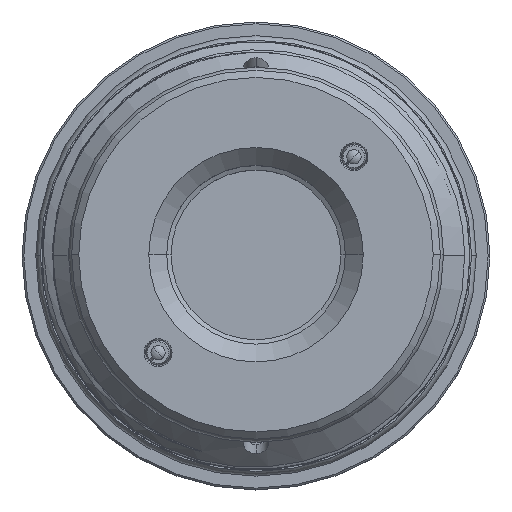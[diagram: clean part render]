
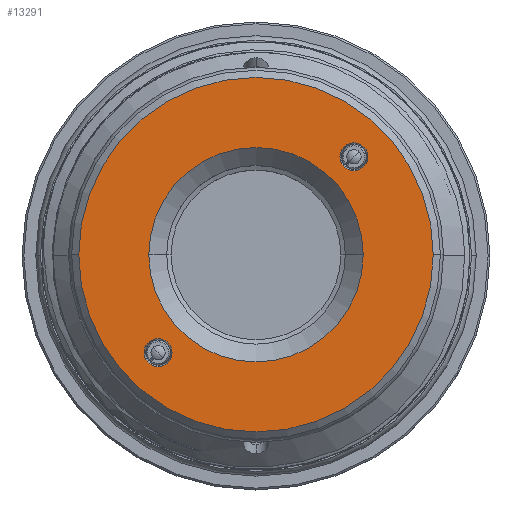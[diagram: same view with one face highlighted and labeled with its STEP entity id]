
A CAD part, top view. The second image highlights one B-rep face of the part: STEP entity #13291.
In plain terms, the highlighted planar face has unit normal (0, 0, 1).
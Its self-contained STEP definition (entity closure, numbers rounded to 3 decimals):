
#176 = EDGE_CURVE ( 'NONE', #1507, #14171, #983, .T. ) ;
#447 = CARTESIAN_POINT ( 'NONE',  ( -12., 0., 85.95 ) ) ;
#520 = EDGE_LOOP ( 'NONE', ( #17812, #3804 ) ) ;
#614 = AXIS2_PLACEMENT_3D ( 'NONE', #10352, #16331, #5780 ) ;
#885 = EDGE_LOOP ( 'NONE', ( #13876, #9723 ) ) ;
#983 = CIRCLE ( 'NONE', #4948, 12. ) ;
#1069 = ORIENTED_EDGE ( 'NONE', *, *, #8514, .T. ) ;
#1088 = DIRECTION ( 'NONE',  ( 1., 0., 0. ) ) ;
#1321 = DIRECTION ( 'NONE',  ( 0., 0., -1. ) ) ;
#1391 = DIRECTION ( 'NONE',  ( 1., 0., 0. ) ) ;
#1507 = VERTEX_POINT ( 'NONE', #447 ) ;
#1727 = VERTEX_POINT ( 'NONE', #6874 ) ;
#1818 = DIRECTION ( 'NONE',  ( 0., 0., 1. ) ) ;
#1913 = DIRECTION ( 'NONE',  ( 0., 0., 1. ) ) ;
#1941 = CIRCLE ( 'NONE', #9639, 1.561 ) ;
#1958 = FACE_BOUND ( 'NONE', #520, .T. ) ;
#2028 = DIRECTION ( 'NONE',  ( 0., 0., -1. ) ) ;
#2326 = EDGE_CURVE ( 'NONE', #4681, #13770, #7607, .T. ) ;
#2385 = CARTESIAN_POINT ( 'NONE',  ( 10.96, 10.96, 85.95 ) ) ;
#3469 = CARTESIAN_POINT ( 'NONE',  ( 19.84, 0., 85.95 ) ) ;
#3705 = CARTESIAN_POINT ( 'NONE',  ( 12., 0., 85.95 ) ) ;
#3804 = ORIENTED_EDGE ( 'NONE', *, *, #176, .T. ) ;
#4152 = EDGE_CURVE ( 'NONE', #4776, #16124, #10873, .T. ) ;
#4681 = VERTEX_POINT ( 'NONE', #12165 ) ;
#4776 = VERTEX_POINT ( 'NONE', #3469 ) ;
#4866 = CARTESIAN_POINT ( 'NONE',  ( -9.399, -10.96, 85.95 ) ) ;
#4920 = ORIENTED_EDGE ( 'NONE', *, *, #10462, .T. ) ;
#4948 = AXIS2_PLACEMENT_3D ( 'NONE', #11117, #2028, #12620 ) ;
#5780 = DIRECTION ( 'NONE',  ( 1., 0., 0. ) ) ;
#5830 = AXIS2_PLACEMENT_3D ( 'NONE', #2385, #16137, #8393 ) ;
#6662 = DIRECTION ( 'NONE',  ( 0., 0., 1. ) ) ;
#6874 = CARTESIAN_POINT ( 'NONE',  ( -12.521, -10.96, 85.95 ) ) ;
#6955 = CARTESIAN_POINT ( 'NONE',  ( -19.84, 0., 85.95 ) ) ;
#7089 = CARTESIAN_POINT ( 'NONE',  ( -10.96, -10.96, 85.95 ) ) ;
#7306 = AXIS2_PLACEMENT_3D ( 'NONE', #11020, #6662, #7857 ) ;
#7476 = FACE_BOUND ( 'NONE', #885, .T. ) ;
#7607 = CIRCLE ( 'NONE', #5830, 1.561 ) ;
#7857 = DIRECTION ( 'NONE',  ( 1., 0., 0. ) ) ;
#8199 = CARTESIAN_POINT ( 'NONE',  ( 0., 0., 85.95 ) ) ;
#8393 = DIRECTION ( 'NONE',  ( -1., 0., 0. ) ) ;
#8514 = EDGE_CURVE ( 'NONE', #1727, #16902, #9581, .T. ) ;
#8611 = DIRECTION ( 'NONE',  ( 0., 0., -1. ) ) ;
#9038 = EDGE_CURVE ( 'NONE', #13770, #4681, #1941, .T. ) ;
#9581 = CIRCLE ( 'NONE', #14128, 1.561 ) ;
#9589 = FACE_BOUND ( 'NONE', #12803, .T. ) ;
#9639 = AXIS2_PLACEMENT_3D ( 'NONE', #10297, #1321, #14830 ) ;
#9723 = ORIENTED_EDGE ( 'NONE', *, *, #2326, .T. ) ;
#9816 = FACE_OUTER_BOUND ( 'NONE', #10340, .T. ) ;
#9830 = EDGE_CURVE ( 'NONE', #14171, #1507, #10018, .T. ) ;
#10018 = CIRCLE ( 'NONE', #18965, 12. ) ;
#10282 = ORIENTED_EDGE ( 'NONE', *, *, #4152, .T. ) ;
#10297 = CARTESIAN_POINT ( 'NONE',  ( 10.96, 10.96, 85.95 ) ) ;
#10340 = EDGE_LOOP ( 'NONE', ( #16299, #10282 ) ) ;
#10352 = CARTESIAN_POINT ( 'NONE',  ( -10.96, -10.96, 85.95 ) ) ;
#10462 = EDGE_CURVE ( 'NONE', #16902, #1727, #10826, .T. ) ;
#10826 = CIRCLE ( 'NONE', #614, 1.561 ) ;
#10852 = PLANE ( 'NONE',  #15587 ) ;
#10873 = CIRCLE ( 'NONE', #7306, 19.84 ) ;
#11020 = CARTESIAN_POINT ( 'NONE',  ( 0., 0., 85.95 ) ) ;
#11117 = CARTESIAN_POINT ( 'NONE',  ( 0., 0., 85.95 ) ) ;
#12165 = CARTESIAN_POINT ( 'NONE',  ( 9.399, 10.96, 85.95 ) ) ;
#12524 = CARTESIAN_POINT ( 'NONE',  ( 12.521, 10.96, 85.95 ) ) ;
#12620 = DIRECTION ( 'NONE',  ( 1., 0., 0. ) ) ;
#12803 = EDGE_LOOP ( 'NONE', ( #1069, #4920 ) ) ;
#13291 = ADVANCED_FACE ( 'NONE', ( #7476, #1958, #9816, #9589 ), #10852, .T. ) ;
#13730 = DIRECTION ( 'NONE',  ( 1., 0., 0. ) ) ;
#13770 = VERTEX_POINT ( 'NONE', #12524 ) ;
#13876 = ORIENTED_EDGE ( 'NONE', *, *, #9038, .T. ) ;
#14128 = AXIS2_PLACEMENT_3D ( 'NONE', #7089, #8611, #1088 ) ;
#14171 = VERTEX_POINT ( 'NONE', #3705 ) ;
#14325 = CIRCLE ( 'NONE', #18250, 19.84 ) ;
#14830 = DIRECTION ( 'NONE',  ( -1., 0., 0. ) ) ;
#15587 = AXIS2_PLACEMENT_3D ( 'NONE', #16781, #1818, #13730 ) ;
#16124 = VERTEX_POINT ( 'NONE', #6955 ) ;
#16137 = DIRECTION ( 'NONE',  ( 0., 0., -1. ) ) ;
#16299 = ORIENTED_EDGE ( 'NONE', *, *, #16430, .T. ) ;
#16331 = DIRECTION ( 'NONE',  ( 0., 0., -1. ) ) ;
#16430 = EDGE_CURVE ( 'NONE', #16124, #4776, #14325, .T. ) ;
#16781 = CARTESIAN_POINT ( 'NONE',  ( 20.64, 0., 85.95 ) ) ;
#16902 = VERTEX_POINT ( 'NONE', #4866 ) ;
#17812 = ORIENTED_EDGE ( 'NONE', *, *, #9830, .T. ) ;
#18163 = DIRECTION ( 'NONE',  ( 0., 0., -1. ) ) ;
#18250 = AXIS2_PLACEMENT_3D ( 'NONE', #8199, #1913, #18846 ) ;
#18846 = DIRECTION ( 'NONE',  ( 1., 0., 0. ) ) ;
#18965 = AXIS2_PLACEMENT_3D ( 'NONE', #19257, #18163, #1391 ) ;
#19257 = CARTESIAN_POINT ( 'NONE',  ( 0., 0., 85.95 ) ) ;
